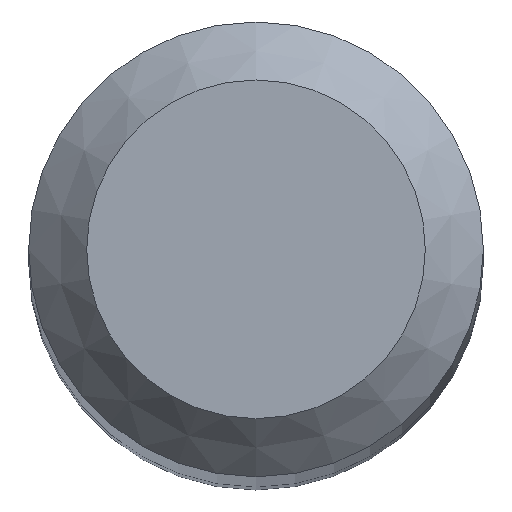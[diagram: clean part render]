
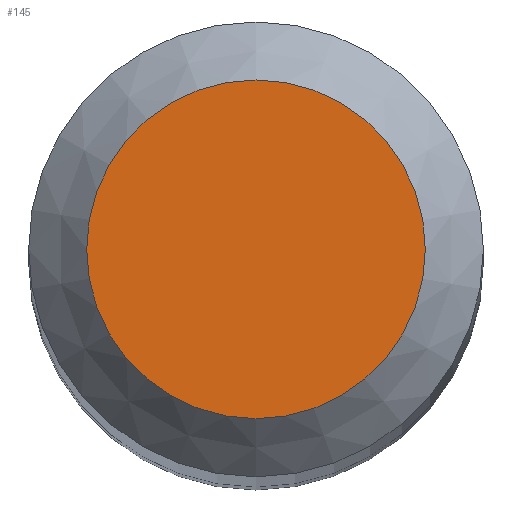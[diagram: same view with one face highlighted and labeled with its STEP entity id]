
A CAD part, top view. The second image highlights one B-rep face of the part: STEP entity #145.
In plain terms, the highlighted planar face has unit normal (0, 0, 1).
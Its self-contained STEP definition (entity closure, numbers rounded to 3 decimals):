
#7 = VERTEX_POINT ( 'NONE', #99 ) ;
#35 = EDGE_LOOP ( 'NONE', ( #193 ) ) ;
#37 = EDGE_CURVE ( 'NONE', #7, #7, #61, .T. ) ;
#43 = DIRECTION ( 'NONE',  ( 0., 0., -1. ) ) ;
#51 = AXIS2_PLACEMENT_3D ( 'NONE', #126, #113, #136 ) ;
#61 = CIRCLE ( 'NONE', #51, 0.875 ) ;
#81 = FACE_OUTER_BOUND ( 'NONE', #35, .T. ) ;
#99 = CARTESIAN_POINT ( 'NONE',  ( 0., 0.875, 40. ) ) ;
#113 = DIRECTION ( 'NONE',  ( 0., 0., -1. ) ) ;
#126 = CARTESIAN_POINT ( 'NONE',  ( 0., 0., 40. ) ) ;
#128 = CARTESIAN_POINT ( 'NONE',  ( 0., 0., 40. ) ) ;
#136 = DIRECTION ( 'NONE',  ( 0., 1., 0. ) ) ;
#145 = ADVANCED_FACE ( 'NONE', ( #81 ), #151, .F. ) ;
#151 = PLANE ( 'NONE',  #158 ) ;
#158 = AXIS2_PLACEMENT_3D ( 'NONE', #128, #43, #168 ) ;
#168 = DIRECTION ( 'NONE',  ( 0., 1., 0. ) ) ;
#193 = ORIENTED_EDGE ( 'NONE', *, *, #37, .F. ) ;
